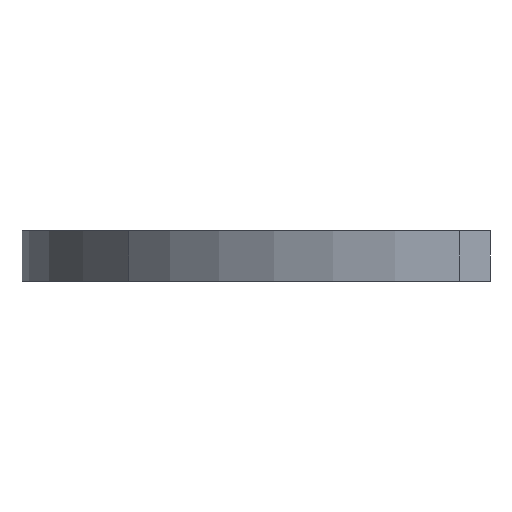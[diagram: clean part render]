
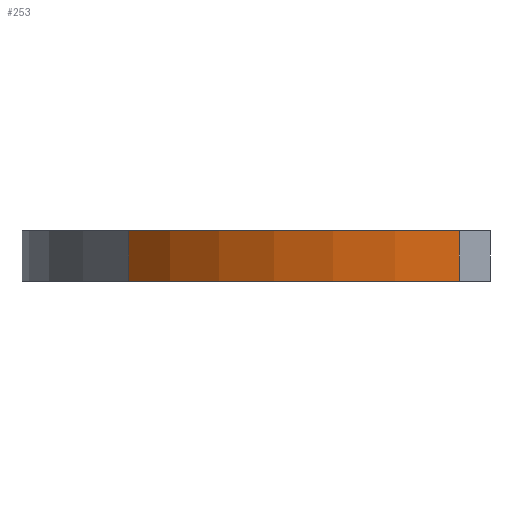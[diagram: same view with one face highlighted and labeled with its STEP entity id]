
A CAD part, front view. The second image highlights one B-rep face of the part: STEP entity #253.
In plain terms, the highlighted cylindrical face has radius 64.063 mm (diameter 128.126 mm), a partial arc.
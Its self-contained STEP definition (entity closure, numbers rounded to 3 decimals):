
#213=AXIS2_PLACEMENT_3D('Circle Axis2P3D',#211,#212,$) ;
#233=AXIS2_PLACEMENT_3D('Cylinder Axis2P3D',#230,#231,#232) ;
#244=AXIS2_PLACEMENT_3D('Circle Axis2P3D',#242,#243,$) ;
#80=CARTESIAN_POINT('Vertex',(19.742,-78.765,204.5)) ;
#111=CARTESIAN_POINT('Vertex',(19.742,-78.765,212.5)) ;
#114=CARTESIAN_POINT('Line Origine',(19.742,-78.765,208.5)) ;
#211=CARTESIAN_POINT('Axis2P3D Location',(19.626,-14.702,212.5)) ;
#215=CARTESIAN_POINT('Vertex',(-32.371,-52.123,212.5)) ;
#230=CARTESIAN_POINT('Axis2P3D Location',(19.626,-14.702,208.5)) ;
#235=CARTESIAN_POINT('Line Origine',(-32.371,-52.123,208.5)) ;
#239=CARTESIAN_POINT('Vertex',(-32.371,-52.123,204.5)) ;
#242=CARTESIAN_POINT('Axis2P3D Location',(19.626,-14.702,204.5)) ;
#115=DIRECTION('Vector Direction',(0.,0.,-1.)) ;
#212=DIRECTION('Axis2P3D Direction',(0.,0.,-1.)) ;
#231=DIRECTION('Axis2P3D Direction',(0.,0.,-1.)) ;
#232=DIRECTION('Axis2P3D XDirection',(0.455,0.89,0.)) ;
#236=DIRECTION('Vector Direction',(0.,0.,-1.)) ;
#243=DIRECTION('Axis2P3D Direction',(0.,0.,-1.)) ;
#116=VECTOR('Line Direction',#115,1.) ;
#237=VECTOR('Line Direction',#236,1.) ;
#248=ORIENTED_EDGE('',*,*,#118,.F.) ;
#249=ORIENTED_EDGE('',*,*,#217,.T.) ;
#250=ORIENTED_EDGE('',*,*,#241,.T.) ;
#251=ORIENTED_EDGE('',*,*,#246,.F.) ;
#253=ADVANCED_FACE('PartBody',(#252),#234,.T.) ;
#214=CIRCLE('generated circle',#213,64.063) ;
#245=CIRCLE('generated circle',#244,64.063) ;
#234=CYLINDRICAL_SURFACE('generated cylinder',#233,64.063) ;
#118=EDGE_CURVE('',#112,#81,#117,.T.) ;
#217=EDGE_CURVE('',#112,#216,#214,.T.) ;
#241=EDGE_CURVE('',#216,#240,#238,.T.) ;
#246=EDGE_CURVE('',#81,#240,#245,.T.) ;
#247=EDGE_LOOP('',(#248,#249,#250,#251)) ;
#252=FACE_OUTER_BOUND('',#247,.T.) ;
#117=LINE('Line',#114,#116) ;
#238=LINE('Line',#235,#237) ;
#81=VERTEX_POINT('',#80) ;
#112=VERTEX_POINT('',#111) ;
#216=VERTEX_POINT('',#215) ;
#240=VERTEX_POINT('',#239) ;
